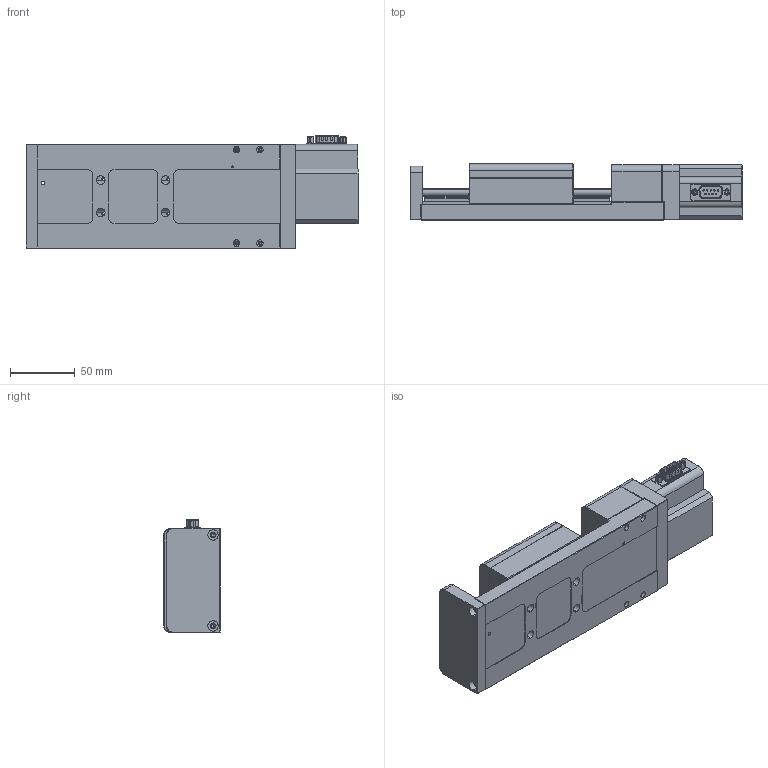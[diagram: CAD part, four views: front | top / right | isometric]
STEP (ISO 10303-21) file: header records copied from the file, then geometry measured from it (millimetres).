
FILE_DESCRIPTION (( 'STEP AP214' ), '1' );
FILE_NAME ('FMS80V-50-A.STEP', '2021-07-21T12:11:28', ( '' ), ( '' ), 'SwSTEP 2.0', 'SolidWorks 2017', '' );
FILE_SCHEMA (( 'AUTOMOTIVE_DESIGN' ));
Length unit declared in the file: millimetre
Products named in the file (1): FMS80V-50-A
Bounding box: 255.5 x 43.5 x 86.8 mm (x, y, z)
Volume: 532764.8 mm3; surface area: 176738.3 mm2
Topology: 24 solids, 24 shells, 2925 faces, 7788 edges, 4838 vertices
Faces by surface type: plane 1210, cylinder 1083, cone 279, bspline 221, torus 83, sphere 49
Entity records: 127602 total; most frequent: CARTESIAN_POINT 23123, ORIENTED_EDGE 15144, DIRECTION 14959, EDGE_CURVE 7572, AXIS2_PLACEMENT_3D 5328, VERTEX_POINT 4819, VECTOR 4303, LINE 4303
